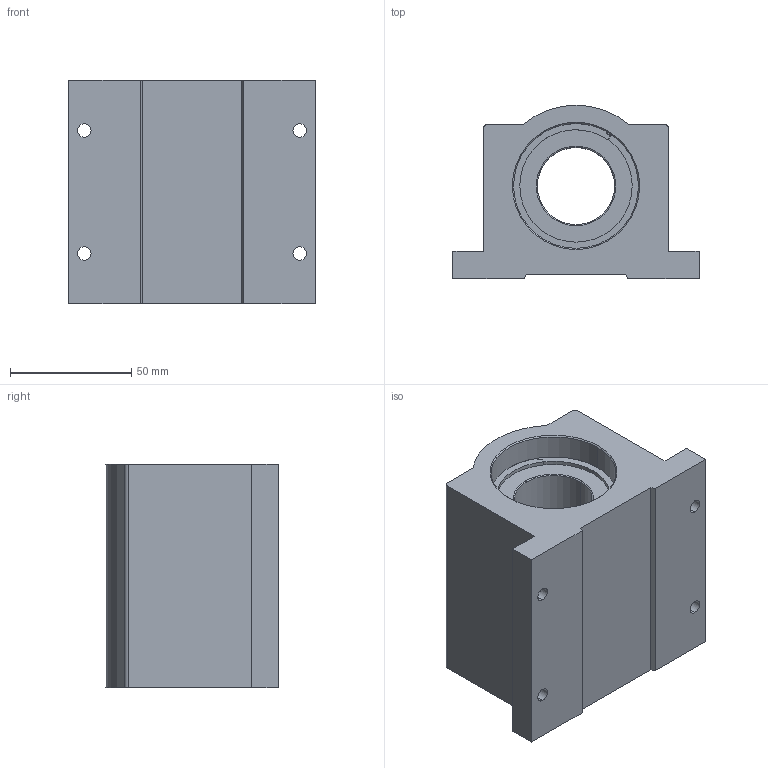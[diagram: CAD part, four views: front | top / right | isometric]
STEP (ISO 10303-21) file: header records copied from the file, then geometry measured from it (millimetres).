
FILE_DESCRIPTION (( 'STEP AP214' ), '1' );
FILE_NAME ('PillowBlock_168700E14E.step', '2022-07-07T17:46:49', ( '' ), ( '' ), 'SwSTEP 2.0', 'SolidWorks 2019', '' );
FILE_SCHEMA (( 'AUTOMOTIVE_DESIGN' ));
Length unit declared in the file: inch
Products named in the file (3): PillowBlock_168700E14E; AfyaoW4Q8B_CADModel_0
Assembly tree (1 placements, depth 2):
  PillowBlock_168700E14E
    AfyaoW4Q8B_CADModel_0
  AfyaoW4Q8B_CADModel_0
Bounding box: 101.6 x 71.32 x 92.08 mm (x, y, z)
Volume: 375981.2 mm3; surface area: 94651.2 mm2
Topology: 7 solids, 7 shells, 164 faces, 390 edges, 246 vertices
Faces by surface type: cylinder 71, plane 45, cone 28, torus 12, bspline 8
Entity records: 7197 total; most frequent: CARTESIAN_POINT 949, DIRECTION 912, ORIENTED_EDGE 780, EDGE_CURVE 390, AXIS2_PLACEMENT_3D 369, VERTEX_POINT 246, CIRCLE 208, EDGE_LOOP 188
